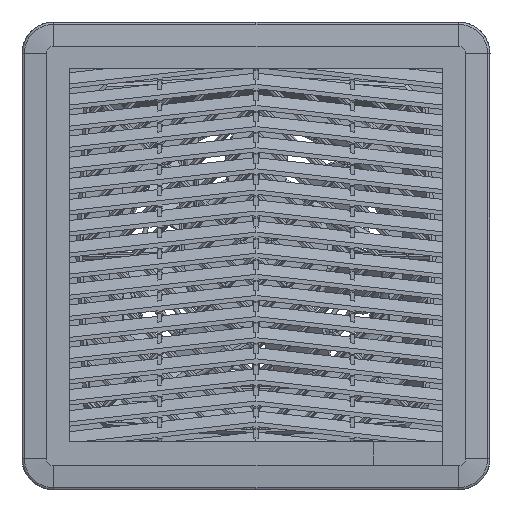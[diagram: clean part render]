
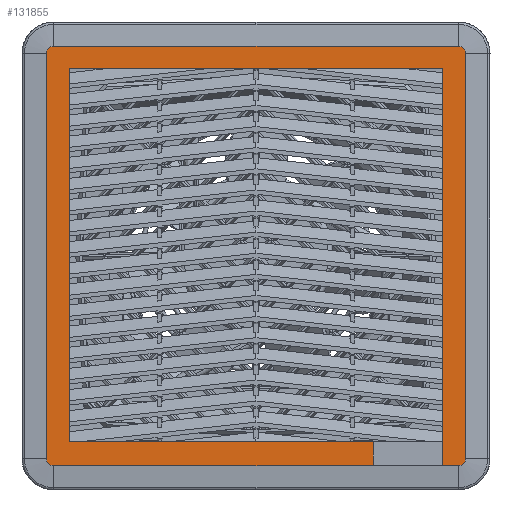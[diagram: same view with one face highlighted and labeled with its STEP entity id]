
A CAD part, front view. The second image highlights one B-rep face of the part: STEP entity #131855.
In plain terms, the highlighted planar face has unit normal (0, 1, 0).
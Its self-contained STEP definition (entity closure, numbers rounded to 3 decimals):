
#112915=CARTESIAN_POINT('',(88.299,-29.499,
88.2));
#112916=DIRECTION('',(0.,-1.,0.));
#112917=DIRECTION('',(1.,0.,0.));
#112918=AXIS2_PLACEMENT_3D('',#112915,#112916,#112917);
#112923=CARTESIAN_POINT('',(-88.301,-29.499,
88.2));
#112924=DIRECTION('',(0.,-1.,0.));
#112925=DIRECTION('',(0.,0.,1.));
#112926=AXIS2_PLACEMENT_3D('',#112923,#112924,#112925);
#112931=CARTESIAN_POINT('',(-88.301,-29.499,
-88.4));
#112932=DIRECTION('',(0.,-1.,0.));
#112933=DIRECTION('',(-1.,0.,
0.));
#112934=AXIS2_PLACEMENT_3D('',#112931,#112932,#112933);
#112939=CARTESIAN_POINT('',(88.299,-29.499,
-88.4));
#112940=DIRECTION('',(0.,-1.,0.));
#112941=DIRECTION('',(0.,0.,-1.));
#112942=AXIS2_PLACEMENT_3D('',#112939,#112940,#112941);
#112947=DIRECTION('',(0.,0.,1.));
#112948=VECTOR('',#112947,176.6);
#112949=CARTESIAN_POINT('',(91.299,-29.499,
-88.4));
#112950=LINE('',#112949,#112948);
#112954=DIRECTION('',(0.,0.,-1.));
#112955=VECTOR('',#112954,172.939);
#112956=CARTESIAN_POINT('',(81.302,-29.499,
81.7));
#112957=LINE('',#112956,#112955);
#112961=DIRECTION('',(-1.,0.,0.));
#112962=VECTOR('',#112961,30.119);
#112963=CARTESIAN_POINT('',(81.302,-29.499,
-91.239));
#112964=LINE('',#112963,#112962);
#112968=DIRECTION('',(0.,0.,1.));
#112969=VECTOR('',#112968,10.239);
#112970=CARTESIAN_POINT('',(51.183,-29.499,
-91.239));
#112971=LINE('',#112970,#112969);
#112975=DIRECTION('',(-1.,0.,0.));
#112976=VECTOR('',#112975,132.486);
#112977=CARTESIAN_POINT('',(51.183,-29.499,
-81.));
#112978=LINE('',#112977,#112976);
#112982=DIRECTION('',(0.,0.,1.));
#112983=VECTOR('',#112982,162.7);
#112984=CARTESIAN_POINT('',(-81.304,-29.499,
-81.));
#112985=LINE('',#112984,#112983);
#112989=DIRECTION('',(1.,0.,0.));
#112990=VECTOR('',#112989,162.606);
#112991=CARTESIAN_POINT('',(-81.304,-29.499,
81.7));
#112992=LINE('',#112991,#112990);
#113010=DIRECTION('',(1.,0.,0.));
#113011=VECTOR('',#113010,88.3);
#113012=CARTESIAN_POINT('',(-88.301,-29.499,
91.2));
#113013=LINE('',#113012,#113011);
#113017=DIRECTION('',(1.,0.,0.));
#113018=VECTOR('',#113017,88.3);
#113019=CARTESIAN_POINT('',(-0.001,-29.499,
91.2));
#113020=LINE('',#113019,#113018);
#128910=DIRECTION('',(-1.,0.,0.));
#128911=VECTOR('',#128910,88.3);
#128912=CARTESIAN_POINT('',(88.299,-29.499,
-91.4));
#128913=LINE('',#128912,#128911);
#128917=DIRECTION('',(-1.,0.,0.));
#128918=VECTOR('',#128917,88.3);
#128919=CARTESIAN_POINT('',(-0.001,-29.499,
-91.4));
#128920=LINE('',#128919,#128918);
#128938=DIRECTION('',(0.,0.,1.));
#128939=VECTOR('',#128938,176.6);
#128940=CARTESIAN_POINT('',(-91.301,-29.499,
-88.4));
#128941=LINE('',#128940,#128939);
#128977=CARTESIAN_POINT('',(-81.304,-29.499,
81.7));
#128978=CARTESIAN_POINT('',(81.302,-29.499,
81.7));
#128979=VERTEX_POINT('',#128977);
#128980=VERTEX_POINT('',#128978);
#130052=CARTESIAN_POINT('',(-81.304,-29.499,
-81.));
#130053=VERTEX_POINT('',#130052);
#130178=CARTESIAN_POINT('',(81.302,-29.499,
-91.239));
#130179=VERTEX_POINT('',#130178);
#131326=CARTESIAN_POINT('',(51.183,-29.499,
-81.));
#131327=VERTEX_POINT('',#131326);
#131422=CARTESIAN_POINT('',(91.299,-29.499,
88.2));
#131423=CARTESIAN_POINT('',(88.299,-29.499,
91.2));
#131424=VERTEX_POINT('',#131422);
#131425=VERTEX_POINT('',#131423);
#131426=CARTESIAN_POINT('',(-0.001,-29.499,
91.2));
#131427=VERTEX_POINT('',#131426);
#131428=CARTESIAN_POINT('',(-88.301,-29.499,
91.2));
#131429=VERTEX_POINT('',#131428);
#131430=CARTESIAN_POINT('',(-91.301,-29.499,
88.2));
#131431=VERTEX_POINT('',#131430);
#131432=CARTESIAN_POINT('',(-91.301,-29.499,
-88.4));
#131433=VERTEX_POINT('',#131432);
#131434=CARTESIAN_POINT('',(-88.301,-29.499,
-91.4));
#131435=VERTEX_POINT('',#131434);
#131436=CARTESIAN_POINT('',(-0.001,-29.499,
-91.4));
#131437=VERTEX_POINT('',#131436);
#131438=CARTESIAN_POINT('',(88.299,-29.499,
-91.4));
#131439=VERTEX_POINT('',#131438);
#131440=CARTESIAN_POINT('',(91.299,-29.499,
-88.4));
#131441=VERTEX_POINT('',#131440);
#131442=CARTESIAN_POINT('',(51.183,-29.499,
-91.239));
#131443=VERTEX_POINT('',#131442);
#131815=CARTESIAN_POINT('',(-91.301,-29.499,
91.2));
#131816=DIRECTION('',(0.,-1.,0.));
#131817=DIRECTION('',(1.,0.,0.));
#131818=AXIS2_PLACEMENT_3D('',#131815,#131816,#131817);
#131819=PLANE('',#131818);
#131821=ORIENTED_EDGE('',*,*,#131820,.T.);
#131823=ORIENTED_EDGE('',*,*,#131822,.F.);
#131825=ORIENTED_EDGE('',*,*,#131824,.F.);
#131827=ORIENTED_EDGE('',*,*,#131826,.T.);
#131829=ORIENTED_EDGE('',*,*,#131828,.F.);
#131831=ORIENTED_EDGE('',*,*,#131830,.T.);
#131833=ORIENTED_EDGE('',*,*,#131832,.F.);
#131835=ORIENTED_EDGE('',*,*,#131834,.F.);
#131837=ORIENTED_EDGE('',*,*,#131836,.T.);
#131839=ORIENTED_EDGE('',*,*,#131838,.T.);
#131840=EDGE_LOOP('',(#131821,#131823,#131825,#131827,#131829,#131831,#131833,
#131835,#131837,#131839));
#131841=FACE_OUTER_BOUND('',#131840,.F.);
#131843=ORIENTED_EDGE('',*,*,#131842,.T.);
#131845=ORIENTED_EDGE('',*,*,#131844,.T.);
#131847=ORIENTED_EDGE('',*,*,#131846,.T.);
#131849=ORIENTED_EDGE('',*,*,#131848,.T.);
#131851=ORIENTED_EDGE('',*,*,#131850,.T.);
#131852=ORIENTED_EDGE('',*,*,#131757,.T.);
#131853=EDGE_LOOP('',(#131843,#131845,#131847,#131849,#131851,#131852));
#131854=FACE_BOUND('',#131853,.F.);
#131855=ADVANCED_FACE('',(#131841,#131854),#131819,.F.);
#112919=CIRCLE('',#112918,3.);
#112927=CIRCLE('',#112926,3.);
#112935=CIRCLE('',#112934,3.);
#112943=CIRCLE('',#112942,3.);
#131757=EDGE_CURVE('',#128979,#128980,#112992,.T.);
#131820=EDGE_CURVE('',#131424,#131425,#112919,.T.);
#131822=EDGE_CURVE('',#131427,#131425,#113020,.T.);
#131824=EDGE_CURVE('',#131429,#131427,#113013,.T.);
#131826=EDGE_CURVE('',#131429,#131431,#112927,.T.);
#131828=EDGE_CURVE('',#131433,#131431,#128941,.T.);
#131830=EDGE_CURVE('',#131433,#131435,#112935,.T.);
#131832=EDGE_CURVE('',#131437,#131435,#128920,.T.);
#131834=EDGE_CURVE('',#131439,#131437,#128913,.T.);
#131836=EDGE_CURVE('',#131439,#131441,#112943,.T.);
#131838=EDGE_CURVE('',#131441,#131424,#112950,.T.);
#131842=EDGE_CURVE('',#128980,#130179,#112957,.T.);
#131844=EDGE_CURVE('',#130179,#131443,#112964,.T.);
#131846=EDGE_CURVE('',#131443,#131327,#112971,.T.);
#131848=EDGE_CURVE('',#131327,#130053,#112978,.T.);
#131850=EDGE_CURVE('',#130053,#128979,#112985,.T.);
